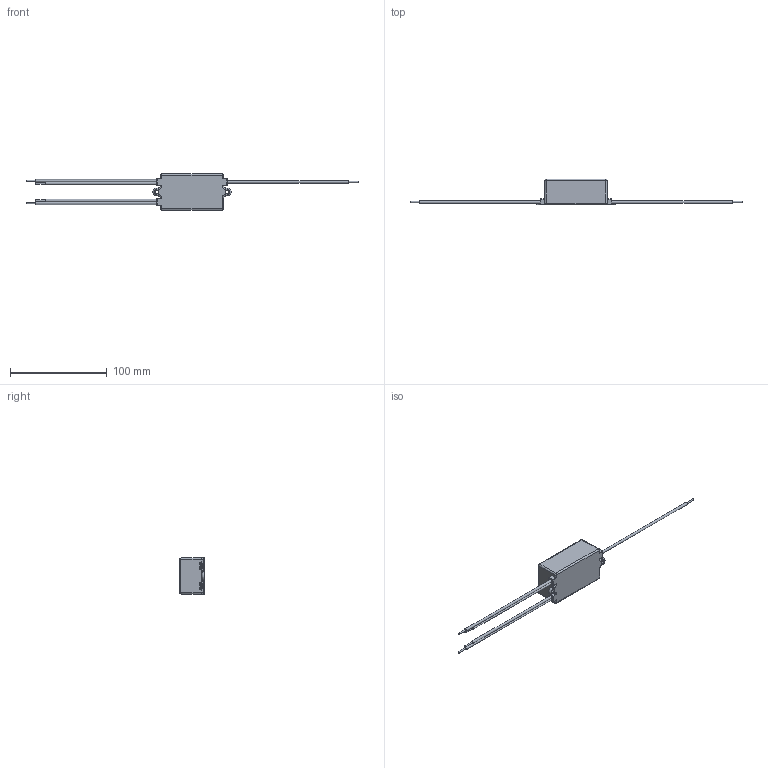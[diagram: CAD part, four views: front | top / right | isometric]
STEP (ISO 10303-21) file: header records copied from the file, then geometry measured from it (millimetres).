
FILE_DESCRIPTION(('STEP AP214'), '1');
FILE_NAME('忧认-2 3D', '', ('UNSPECIFIED'), ('UNSPECIFIED'), 'C3D Converter', 'C3D Toolkit', '');
FILE_SCHEMA(('AUTOMOTIVE_DESIGN { 1 0 10303 214 3 1 1}'));
Length unit declared in the file: millimetre
Products named in the file (1): УЗИП-2-380В
Bounding box: 343 x 26.5 x 38 mm (x, y, z)
Volume: 20770.7 mm3; surface area: 25363.2 mm2
Topology: 6 solids, 6 shells, 184 faces, 413 edges, 253 vertices
Faces by surface type: plane 93, cylinder 57, cone 16, bspline 8, torus 6, sphere 4
Full cylindrical faces by diameter (mm): 1.5 x5, 2.6 x5, 3.5 x2
Entity records: 7443 total; most frequent: CARTESIAN_POINT 1935, DIRECTION 828, ORIENTED_EDGE 754, EDGE_CURVE 377, AXIS2_PLACEMENT_3D 307, VERTEX_POINT 253, EDGE_LOOP 240, LINE 214
